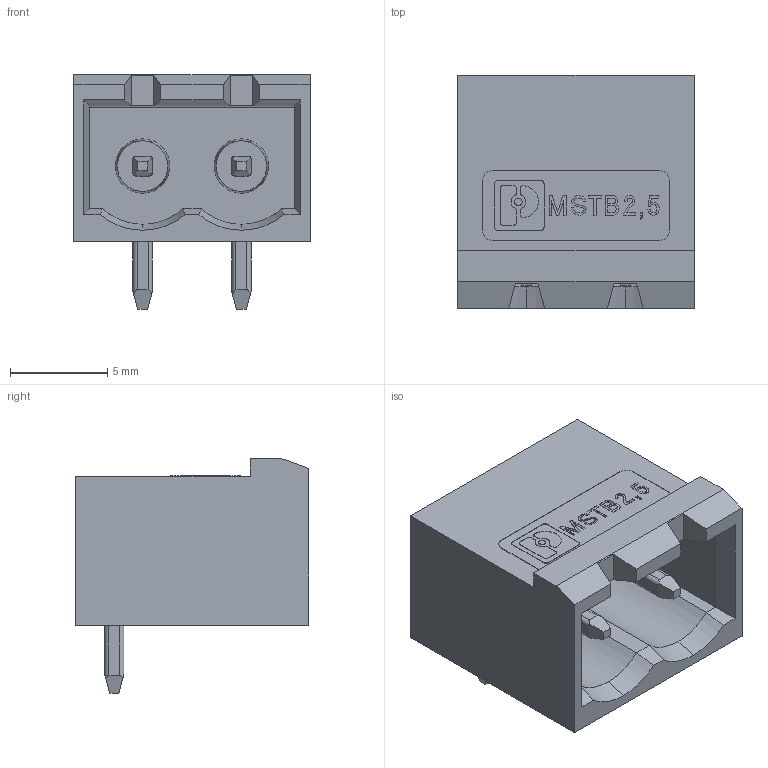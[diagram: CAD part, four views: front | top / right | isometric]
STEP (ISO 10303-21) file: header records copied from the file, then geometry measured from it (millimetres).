
FILE_DESCRIPTION(('STEP AP214'),'1');
FILE_NAME('cctmp_B312B5C4-35BF-48E8-889E-127726B757BB_2023_02_03_15_09_44_0737_10508..stp','2023-02-03T15:09:45',('PHOENIX CONTACT Deutschland GmbH'),('CADClick - www.CADClick.com'),'Spatial InterOp 3D',' ','unknown authorization');
FILE_SCHEMA(('AUTOMOTIVE_DESIGN'));
Length unit declared in the file: millimetre
Products named in the file (4): 2023_02_03_15_09_44_0580; 2023_02_03_15_09_44_0737; 2023_02_03_15_09_44_0721; 2023_02_03_15_09_44_0690
Assembly tree (3 placements, depth 2):
  2023_02_03_15_09_44_0580
    2023_02_03_15_09_44_0737
    2023_02_03_15_09_44_0721
    2023_02_03_15_09_44_0690
Bounding box: 12.16 x 12 x 12.07 mm (x, y, z)
Volume: 624.2 mm3; surface area: 1138.8 mm2
Topology: 3 solids, 3 shells, 463 faces, 1299 edges, 858 vertices
Faces by surface type: plane 367, cylinder 76, bspline 8, cone 8, sphere 4
Entity records: 25274 total; most frequent: CARTESIAN_POINT 7992, ORIENTED_EDGE 2598, DIRECTION 2357, EDGE_CURVE 1299, LINE 1095, VECTOR 1095, VERTEX_POINT 858, STYLED_ITEM 754
